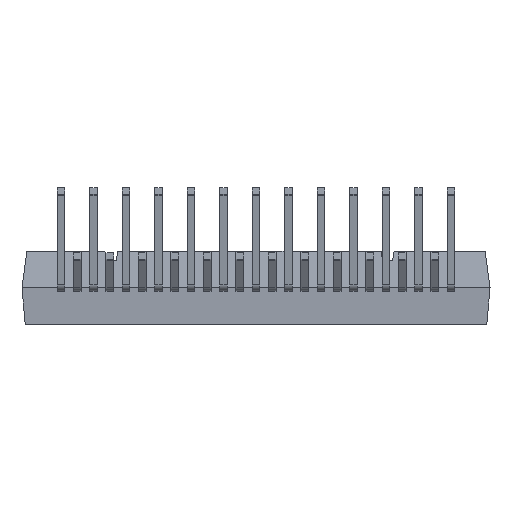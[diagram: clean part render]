
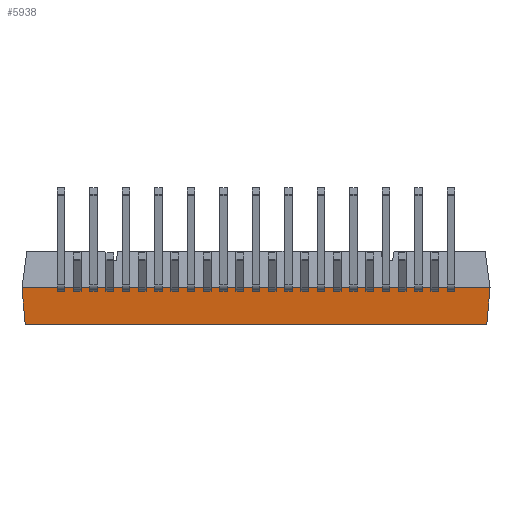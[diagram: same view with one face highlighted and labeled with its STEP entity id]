
A CAD part, front view. The second image highlights one B-rep face of the part: STEP entity #5938.
In plain terms, the highlighted planar face has unit normal (0, -0.996, -0.087).
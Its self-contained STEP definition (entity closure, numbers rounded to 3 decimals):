
#454 = CARTESIAN_POINT ( 'NONE',  ( 14.4, 0.197, -2.25 ) ) ;
#869 = FACE_OUTER_BOUND ( 'NONE', #24574, .T. ) ;
#1096 = DIRECTION ( 'NONE',  ( 0.087, -0.087, 0.992 ) ) ;
#4018 = VECTOR ( 'NONE', #6048, 1000. ) ;
#4702 = VECTOR ( 'NONE', #25844, 1000. ) ;
#5938 = ADVANCED_FACE ( 'NONE', ( #869 ), #7750, .F. ) ;
#6048 = DIRECTION ( 'NONE',  ( 0.087, 0.087, -0.992 ) ) ;
#7320 = VERTEX_POINT ( 'NONE', #22269 ) ;
#7407 = ORIENTED_EDGE ( 'NONE', *, *, #7520, .T. ) ;
#7520 = EDGE_CURVE ( 'NONE', #7320, #31558, #26605, .T. ) ;
#7575 = CARTESIAN_POINT ( 'NONE',  ( 14.4, 0., 0. ) ) ;
#7750 = PLANE ( 'NONE',  #9252 ) ;
#7925 = DIRECTION ( 'NONE',  ( 0., -0.087, 0.996 ) ) ;
#9252 = AXIS2_PLACEMENT_3D ( 'NONE', #16030, #18705, #7925 ) ;
#11673 = VERTEX_POINT ( 'NONE', #20034 ) ;
#12014 = VECTOR ( 'NONE', #1096, 1000. ) ;
#12929 = VERTEX_POINT ( 'NONE', #15094 ) ;
#14988 = ORIENTED_EDGE ( 'NONE', *, *, #32362, .T. ) ;
#15094 = CARTESIAN_POINT ( 'NONE',  ( -14.4, 0., 0. ) ) ;
#16030 = CARTESIAN_POINT ( 'NONE',  ( 14.4, 0., 0. ) ) ;
#16580 = CARTESIAN_POINT ( 'NONE',  ( 14.4, 0., 0. ) ) ;
#18037 = VECTOR ( 'NONE', #20295, 1000. ) ;
#18705 = DIRECTION ( 'NONE',  ( 0., 0.996, 0.087 ) ) ;
#19335 = CARTESIAN_POINT ( 'NONE',  ( -14.183, 0.217, -2.482 ) ) ;
#20034 = CARTESIAN_POINT ( 'NONE',  ( -14.203, 0.197, -2.25 ) ) ;
#20295 = DIRECTION ( 'NONE',  ( -1., 0., 0. ) ) ;
#20491 = ORIENTED_EDGE ( 'NONE', *, *, #27405, .F. ) ;
#22269 = CARTESIAN_POINT ( 'NONE',  ( 14.203, 0.197, -2.25 ) ) ;
#22952 = LINE ( 'NONE', #454, #18037 ) ;
#23916 = ORIENTED_EDGE ( 'NONE', *, *, #24550, .T. ) ;
#24021 = LINE ( 'NONE', #19335, #4018 ) ;
#24550 = EDGE_CURVE ( 'NONE', #31558, #12929, #25518, .T. ) ;
#24574 = EDGE_LOOP ( 'NONE', ( #23916, #14988, #20491, #7407 ) ) ;
#25518 = LINE ( 'NONE', #30383, #4702 ) ;
#25844 = DIRECTION ( 'NONE',  ( -1., 0., 0. ) ) ;
#26605 = LINE ( 'NONE', #16580, #12014 ) ;
#27405 = EDGE_CURVE ( 'NONE', #7320, #11673, #22952, .T. ) ;
#30383 = CARTESIAN_POINT ( 'NONE',  ( 14.4, 0., 0. ) ) ;
#31558 = VERTEX_POINT ( 'NONE', #7575 ) ;
#32362 = EDGE_CURVE ( 'NONE', #12929, #11673, #24021, .T. ) ;
